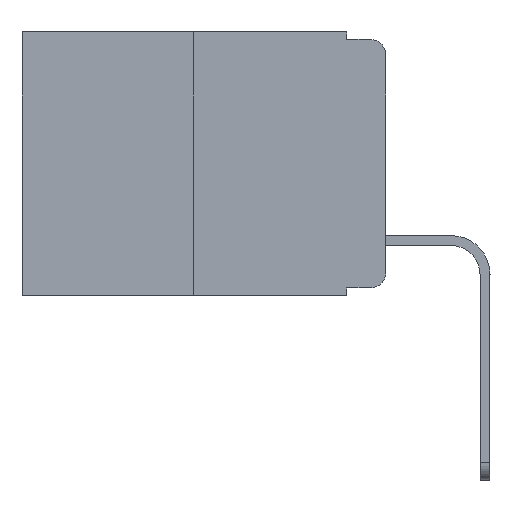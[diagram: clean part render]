
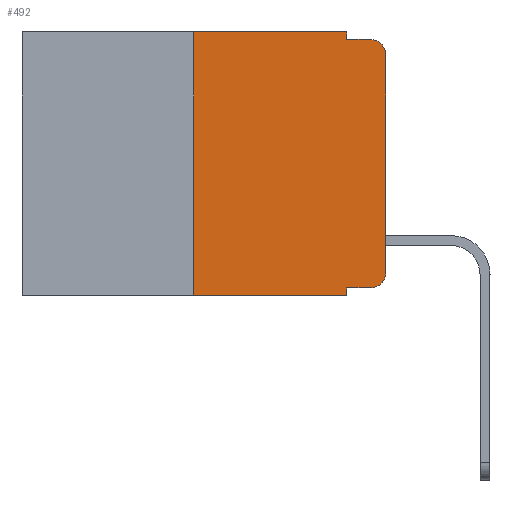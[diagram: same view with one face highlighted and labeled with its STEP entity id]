
A CAD part, left-side view. The second image highlights one B-rep face of the part: STEP entity #492.
In plain terms, the highlighted planar face has unit normal (-1, 0, 0).
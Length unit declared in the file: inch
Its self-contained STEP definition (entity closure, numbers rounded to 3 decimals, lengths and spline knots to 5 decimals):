
#337 = CARTESIAN_POINT ( 'NONE',  ( 0., 0.473, -0.343 ) ) ;
#492 = ADVANCED_FACE ( 'NONE', ( #7017 ), #18984, .F. ) ;
#652 = VERTEX_POINT ( 'NONE', #2433 ) ;
#2433 = CARTESIAN_POINT ( 'NONE',  ( 0., 0.02, -0.01 ) ) ;
#2554 = VECTOR ( 'NONE', #18937, 39.37008 ) ;
#2975 = ORIENTED_EDGE ( 'NONE', *, *, #3181, .T. ) ;
#3061 = ORIENTED_EDGE ( 'NONE', *, *, #7084, .F. ) ;
#3181 = EDGE_CURVE ( 'NONE', #12119, #11165, #9757, .T. ) ;
#3246 = CARTESIAN_POINT ( 'NONE',  ( 0., 0.25, 0. ) ) ;
#3283 = CARTESIAN_POINT ( 'NONE',  ( 0., 0.051, 0. ) ) ;
#3440 = ORIENTED_EDGE ( 'NONE', *, *, #17121, .T. ) ;
#3454 = EDGE_CURVE ( 'NONE', #11209, #18085, #6178, .T. ) ;
#3705 = VECTOR ( 'NONE', #16718, 39.37008 ) ;
#3712 = ORIENTED_EDGE ( 'NONE', *, *, #14033, .F. ) ;
#4021 = EDGE_CURVE ( 'NONE', #11209, #8496, #19519, .T. ) ;
#4461 = CARTESIAN_POINT ( 'NONE',  ( 0., 0., 0. ) ) ;
#4670 = ORIENTED_EDGE ( 'NONE', *, *, #3454, .T. ) ;
#4706 = LINE ( 'NONE', #11005, #18883 ) ;
#4932 = ORIENTED_EDGE ( 'NONE', *, *, #9397, .F. ) ;
#5084 = CARTESIAN_POINT ( 'NONE',  ( 0., 0.473, 0. ) ) ;
#5728 = CARTESIAN_POINT ( 'NONE',  ( 0., 0.02, -0.313 ) ) ;
#5793 = DIRECTION ( 'NONE',  ( 0., 0., -1. ) ) ;
#5873 = VECTOR ( 'NONE', #19036, 39.37008 ) ;
#5935 = DIRECTION ( 'NONE',  ( 0., 0., 1. ) ) ;
#6178 = LINE ( 'NONE', #337, #2554 ) ;
#6244 = DIRECTION ( 'NONE',  ( 0., 0., -1. ) ) ;
#6313 = LINE ( 'NONE', #4461, #13791 ) ;
#6559 = CARTESIAN_POINT ( 'NONE',  ( 0., 0.25, -0.343 ) ) ;
#6674 = LINE ( 'NONE', #19143, #12212 ) ;
#7017 = FACE_OUTER_BOUND ( 'NONE', #17902, .T. ) ;
#7056 = CARTESIAN_POINT ( 'NONE',  ( 0., 0.051, -0.333 ) ) ;
#7084 = EDGE_CURVE ( 'NONE', #7469, #18085, #18487, .T. ) ;
#7115 = LINE ( 'NONE', #18972, #5873 ) ;
#7469 = VERTEX_POINT ( 'NONE', #7056 ) ;
#7849 = ORIENTED_EDGE ( 'NONE', *, *, #17783, .T. ) ;
#8027 = VERTEX_POINT ( 'NONE', #8120 ) ;
#8120 = CARTESIAN_POINT ( 'NONE',  ( 0., 0., -0.03 ) ) ;
#8146 = CARTESIAN_POINT ( 'NONE',  ( 0., 0.02, -0.03 ) ) ;
#8496 = VERTEX_POINT ( 'NONE', #3246 ) ;
#9397 = EDGE_CURVE ( 'NONE', #13153, #652, #4706, .T. ) ;
#9556 = ORIENTED_EDGE ( 'NONE', *, *, #4021, .F. ) ;
#9720 = DIRECTION ( 'NONE',  ( 0., 0., -1. ) ) ;
#9757 = CIRCLE ( 'NONE', #11277, 0.02 ) ;
#10886 = CARTESIAN_POINT ( 'NONE',  ( 0., 0., -0.313 ) ) ;
#11005 = CARTESIAN_POINT ( 'NONE',  ( 0., 0.051, -0.01 ) ) ;
#11165 = VERTEX_POINT ( 'NONE', #10886 ) ;
#11209 = VERTEX_POINT ( 'NONE', #6559 ) ;
#11277 = AXIS2_PLACEMENT_3D ( 'NONE', #5728, #16549, #5793 ) ;
#11367 = AXIS2_PLACEMENT_3D ( 'NONE', #5084, #19111, #9720 ) ;
#11807 = ORIENTED_EDGE ( 'NONE', *, *, #19268, .T. ) ;
#11826 = CARTESIAN_POINT ( 'NONE',  ( 0., 0.051, -0.333 ) ) ;
#12119 = VERTEX_POINT ( 'NONE', #13857 ) ;
#12173 = CARTESIAN_POINT ( 'NONE',  ( 0., 0.051, -0.01 ) ) ;
#12212 = VECTOR ( 'NONE', #17401, 39.37008 ) ;
#12486 = EDGE_CURVE ( 'NONE', #12982, #13153, #6674, .T. ) ;
#12949 = CARTESIAN_POINT ( 'NONE',  ( 0., 0.25, 0. ) ) ;
#12982 = VERTEX_POINT ( 'NONE', #15771 ) ;
#13153 = VERTEX_POINT ( 'NONE', #12173 ) ;
#13182 = AXIS2_PLACEMENT_3D ( 'NONE', #8146, #14238, #14038 ) ;
#13791 = VECTOR ( 'NONE', #5935, 39.37008 ) ;
#13857 = CARTESIAN_POINT ( 'NONE',  ( 0., 0.02, -0.333 ) ) ;
#14033 = EDGE_CURVE ( 'NONE', #8496, #12982, #7115, .T. ) ;
#14038 = DIRECTION ( 'NONE',  ( 0., 0., -1. ) ) ;
#14185 = VECTOR ( 'NONE', #6244, 39.37008 ) ;
#14238 = DIRECTION ( 'NONE',  ( -1., 0., 0. ) ) ;
#15193 = CIRCLE ( 'NONE', #13182, 0.02 ) ;
#15771 = CARTESIAN_POINT ( 'NONE',  ( 0., 0.051, 0. ) ) ;
#16213 = LINE ( 'NONE', #11826, #3705 ) ;
#16549 = DIRECTION ( 'NONE',  ( -1., 0., 0. ) ) ;
#16718 = DIRECTION ( 'NONE',  ( 0., -1., 0. ) ) ;
#17108 = VECTOR ( 'NONE', #18971, 39.37008 ) ;
#17121 = EDGE_CURVE ( 'NONE', #7469, #12119, #16213, .T. ) ;
#17198 = CARTESIAN_POINT ( 'NONE',  ( 0., 0.051, -0.343 ) ) ;
#17401 = DIRECTION ( 'NONE',  ( 0., 0., -1. ) ) ;
#17783 = EDGE_CURVE ( 'NONE', #11165, #8027, #6313, .T. ) ;
#17902 = EDGE_LOOP ( 'NONE', ( #7849, #11807, #4932, #19205, #3712, #9556, #4670, #3061, #3440, #2975 ) ) ;
#18085 = VERTEX_POINT ( 'NONE', #17198 ) ;
#18487 = LINE ( 'NONE', #3283, #14185 ) ;
#18762 = DIRECTION ( 'NONE',  ( 0., -1., 0. ) ) ;
#18883 = VECTOR ( 'NONE', #18762, 39.37008 ) ;
#18937 = DIRECTION ( 'NONE',  ( 0., -1., 0. ) ) ;
#18971 = DIRECTION ( 'NONE',  ( 0., 0., 1. ) ) ;
#18972 = CARTESIAN_POINT ( 'NONE',  ( 0., 0.473, 0. ) ) ;
#18984 = PLANE ( 'NONE',  #11367 ) ;
#19036 = DIRECTION ( 'NONE',  ( 0., -1., 0. ) ) ;
#19111 = DIRECTION ( 'NONE',  ( 1., 0., 0. ) ) ;
#19143 = CARTESIAN_POINT ( 'NONE',  ( 0., 0.051, 0. ) ) ;
#19205 = ORIENTED_EDGE ( 'NONE', *, *, #12486, .F. ) ;
#19268 = EDGE_CURVE ( 'NONE', #8027, #652, #15193, .T. ) ;
#19519 = LINE ( 'NONE', #12949, #17108 ) ;
